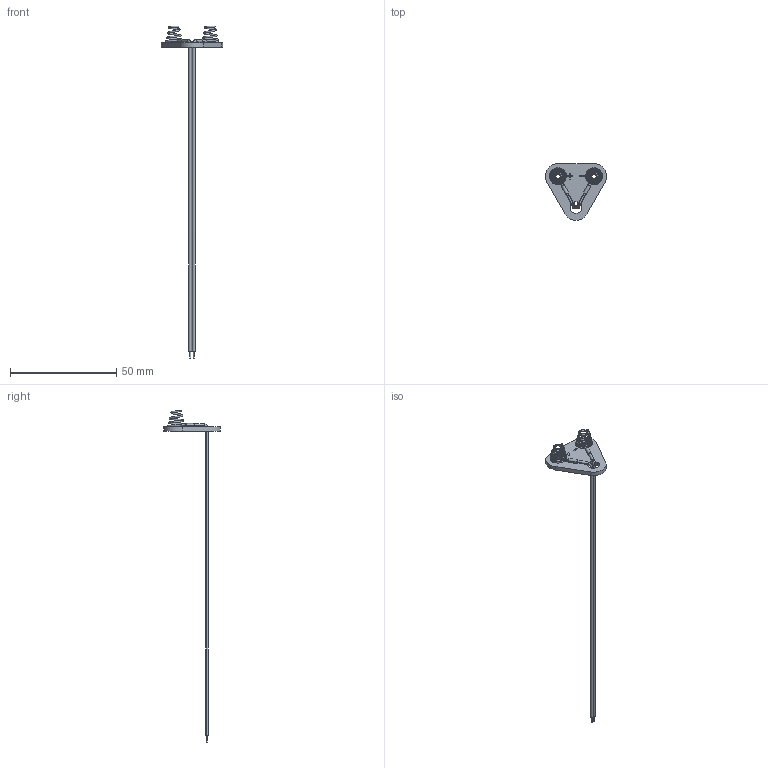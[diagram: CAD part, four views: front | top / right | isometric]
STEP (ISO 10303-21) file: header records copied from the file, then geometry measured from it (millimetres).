
FILE_DESCRIPTION (( 'STEP AP214' ), '1' );
FILE_NAME ('DU1-M-306.STEP', '2020-02-01T12:09:40', ( '' ), ( '' ), 'SwSTEP 2.0', 'SolidWorks 2017', '' );
FILE_SCHEMA (( 'AUTOMOTIVE_DESIGN' ));
Length unit declared in the file: millimetre
Products named in the file (1): DU1-M-306
Bounding box: 29 x 26.72 x 156.5 mm (x, y, z)
Volume: 1522.9 mm3; surface area: 4062.4 mm2
Topology: 7 solids, 7 shells, 166 faces, 404 edges, 260 vertices
Faces by surface type: cylinder 69, plane 57, torus 36, bspline 4
Entity records: 7630 total; most frequent: CARTESIAN_POINT 3419, DIRECTION 956, ORIENTED_EDGE 808, EDGE_CURVE 404, AXIS2_PLACEMENT_3D 397, VERTEX_POINT 260, CIRCLE 234, EDGE_LOOP 188
